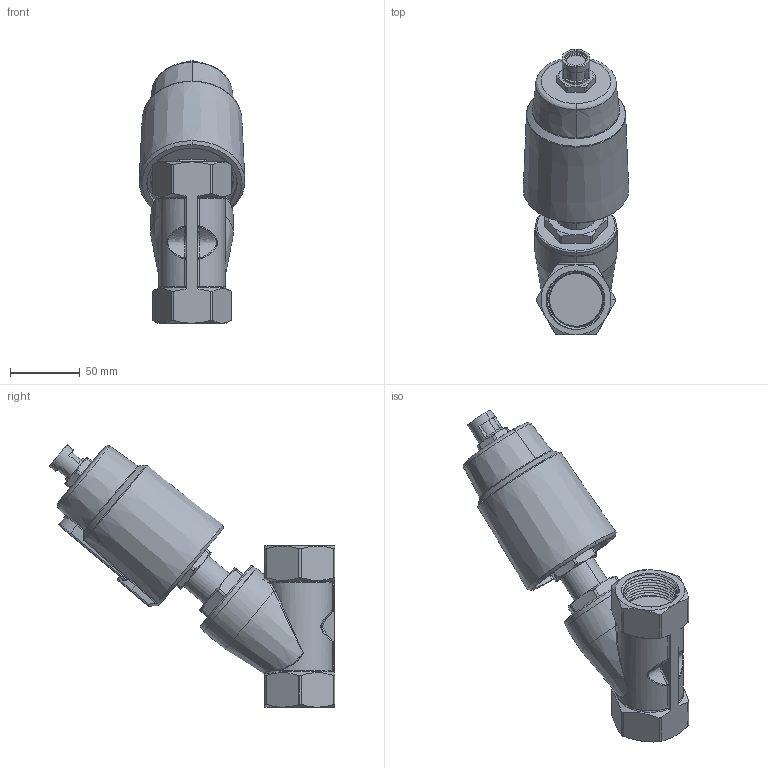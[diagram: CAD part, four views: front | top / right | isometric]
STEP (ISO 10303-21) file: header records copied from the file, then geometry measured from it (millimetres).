
FILE_DESCRIPTION (( 'STEP AP214' ), '1' );
FILE_NAME ('2KS1-1-4.STEP', '2019-03-12T16:26:40', ( '' ), ( '' ), 'SwSTEP 2.0', 'SolidWorks 2016', '' );
FILE_SCHEMA (( 'AUTOMOTIVE_DESIGN' ));
Length unit declared in the file: millimetre
Products named in the file (1): 2KS1-1-4
Bounding box: 75.86 x 204.55 x 187.93 mm (x, y, z)
Volume: 707629.2 mm3; surface area: 78880.1 mm2
Topology: 2 solids, 2 shells, 357 faces, 931 edges, 591 vertices
Faces by surface type: cone 132, cylinder 72, plane 71, bspline 53, torus 20, sphere 9
Entity records: 36327 total; most frequent: CARTESIAN_POINT 24499, ORIENTED_EDGE 1862, DIRECTION 1329, EDGE_CURVE 931, VERTEX_POINT 591, AXIS2_PLACEMENT_3D 540, B_SPLINE_CURVE_WITH_KNOTS 441, EDGE_LOOP 374
